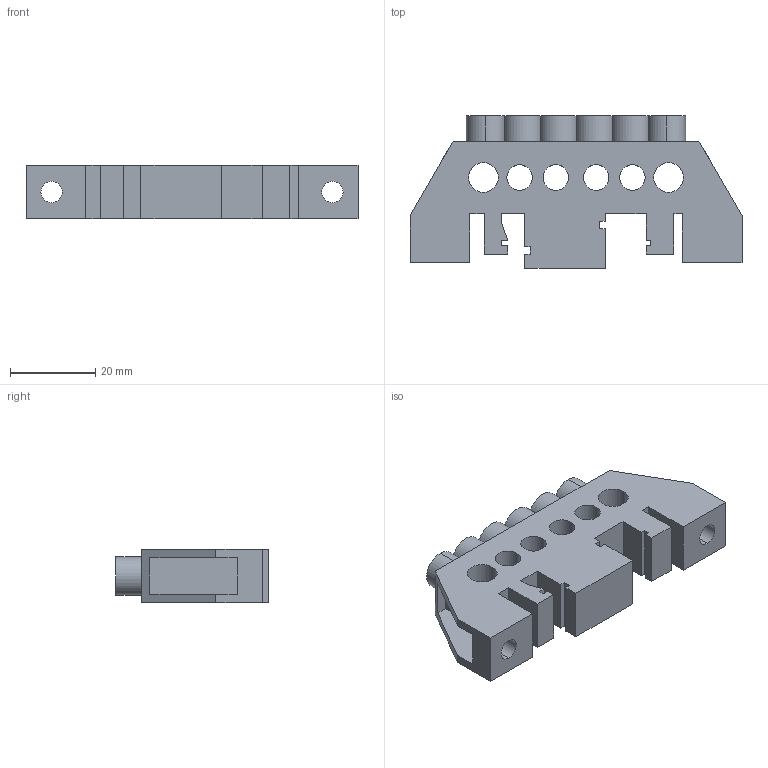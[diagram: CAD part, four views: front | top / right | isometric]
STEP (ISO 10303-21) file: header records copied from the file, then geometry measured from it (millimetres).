
FILE_DESCRIPTION (( 'STEP AP214' ), '1' );
FILE_NAME ('YNN10-812-6DP-K05 Øèíà ÐÅ çåìëÿ â êîìá DIN-èçîë Ñòîéêà ØÍÈ-8õ12-6-ÊÑ-Æ ÈÝÊ.STEP', '2016-08-24T12:33:53', ( 'user' ), ( '' ), 'SwSTEP 2.0', 'SolidWorks 2014', '' );
FILE_SCHEMA (( 'AUTOMOTIVE_DESIGN' ));
Length unit declared in the file: millimetre
Products named in the file (1): YNN10-812-6DP-K05 Øèíà ÐÅ çåìëÿ â êîìá DIN-èçîë Ñòîéêà ØÍÈ-8õ12-6-ÊÑ-Æ ÈÝÊ
Bounding box: 78 x 35.8 x 12.5 mm (x, y, z)
Volume: 17844.7 mm3; surface area: 11254.4 mm2
Topology: 1 solids, 1 shells, 104 faces, 285 edges, 190 vertices
Faces by surface type: plane 58, cylinder 46
Entity records: 3387 total; most frequent: DIRECTION 587, CARTESIAN_POINT 580, ORIENTED_EDGE 570, EDGE_CURVE 285, AXIS2_PLACEMENT_3D 197, LINE 193, VECTOR 193, VERTEX_POINT 190
